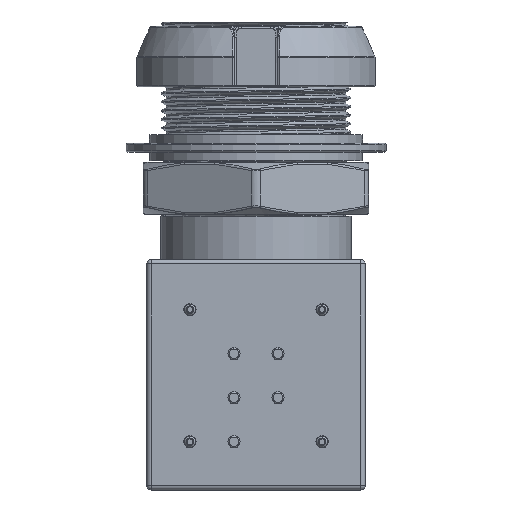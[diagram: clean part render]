
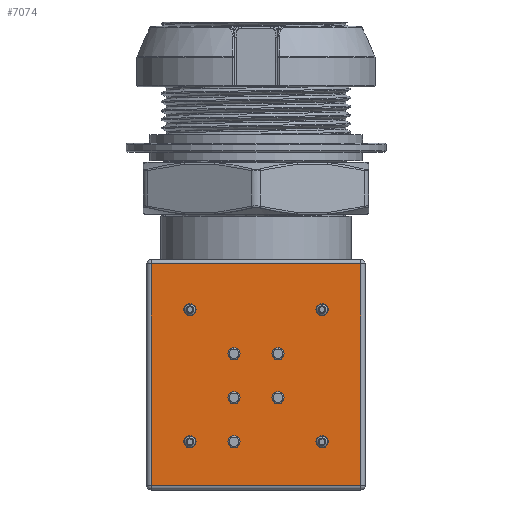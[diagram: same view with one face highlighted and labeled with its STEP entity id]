
A CAD part, front view. The second image highlights one B-rep face of the part: STEP entity #7074.
In plain terms, the highlighted planar face has unit normal (0, -1, 0).
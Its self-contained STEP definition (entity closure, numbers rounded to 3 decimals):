
#323=FACE_BOUND('',#1092,.T.);
#324=FACE_BOUND('',#1093,.T.);
#325=FACE_BOUND('',#1094,.T.);
#326=FACE_BOUND('',#1095,.T.);
#327=FACE_BOUND('',#1096,.T.);
#328=FACE_BOUND('',#1097,.T.);
#329=FACE_BOUND('',#1098,.T.);
#330=FACE_BOUND('',#1099,.T.);
#331=FACE_BOUND('',#1100,.T.);
#361=PLANE('',#7768);
#604=FACE_OUTER_BOUND('',#1091,.T.);
#1091=EDGE_LOOP('',(#5159,#5160,#5161,#5162));
#1092=EDGE_LOOP('',(#5163));
#1093=EDGE_LOOP('',(#5164));
#1094=EDGE_LOOP('',(#5165));
#1095=EDGE_LOOP('',(#5166));
#1096=EDGE_LOOP('',(#5167));
#1097=EDGE_LOOP('',(#5168));
#1098=EDGE_LOOP('',(#5169));
#1099=EDGE_LOOP('',(#5170));
#1100=EDGE_LOOP('',(#5171));
#1512=CIRCLE('',#7613,0.35);
#1517=CIRCLE('',#7621,0.35);
#1525=CIRCLE('',#7633,0.35);
#1533=CIRCLE('',#7644,0.35);
#1541=CIRCLE('',#7655,0.35);
#1552=CIRCLE('',#7671,0.35);
#1560=CIRCLE('',#7686,0.35);
#1567=CIRCLE('',#7697,0.35);
#1572=CIRCLE('',#7705,0.35);
#2388=LINE('',#13734,#2630);
#2391=LINE('',#13745,#2633);
#2394=LINE('',#13750,#2636);
#2400=LINE('',#13762,#2642);
#2630=VECTOR('',#8971,10.);
#2633=VECTOR('',#8984,10.);
#2636=VECTOR('',#8991,10.);
#2642=VECTOR('',#9009,10.);
#2942=VERTEX_POINT('',#13511);
#2946=VERTEX_POINT('',#13524);
#2953=VERTEX_POINT('',#13545);
#2960=VERTEX_POINT('',#13565);
#2967=VERTEX_POINT('',#13585);
#2976=VERTEX_POINT('',#13612);
#2981=VERTEX_POINT('',#13633);
#2986=VERTEX_POINT('',#13650);
#2990=VERTEX_POINT('',#13663);
#3008=VERTEX_POINT('',#13706);
#3010=VERTEX_POINT('',#13711);
#3017=VERTEX_POINT('',#13730);
#3018=VERTEX_POINT('',#13737);
#3677=EDGE_CURVE('',#2942,#2942,#1512,.T.);
#3683=EDGE_CURVE('',#2946,#2946,#1517,.T.);
#3693=EDGE_CURVE('',#2953,#2953,#1525,.T.);
#3703=EDGE_CURVE('',#2960,#2960,#1533,.T.);
#3713=EDGE_CURVE('',#2967,#2967,#1541,.T.);
#3726=EDGE_CURVE('',#2976,#2976,#1552,.T.);
#3735=EDGE_CURVE('',#2981,#2981,#1560,.T.);
#3743=EDGE_CURVE('',#2986,#2986,#1567,.T.);
#3749=EDGE_CURVE('',#2990,#2990,#1572,.T.);
#3779=EDGE_CURVE('',#3008,#3017,#2388,.T.);
#3785=EDGE_CURVE('',#3018,#3010,#2391,.T.);
#3788=EDGE_CURVE('',#3017,#3018,#2394,.T.);
#3796=EDGE_CURVE('',#3010,#3008,#2400,.T.);
#5159=ORIENTED_EDGE('',*,*,#3785,.F.);
#5160=ORIENTED_EDGE('',*,*,#3788,.F.);
#5161=ORIENTED_EDGE('',*,*,#3779,.F.);
#5162=ORIENTED_EDGE('',*,*,#3796,.F.);
#5163=ORIENTED_EDGE('',*,*,#3749,.T.);
#5164=ORIENTED_EDGE('',*,*,#3677,.T.);
#5165=ORIENTED_EDGE('',*,*,#3703,.T.);
#5166=ORIENTED_EDGE('',*,*,#3743,.T.);
#5167=ORIENTED_EDGE('',*,*,#3683,.T.);
#5168=ORIENTED_EDGE('',*,*,#3693,.T.);
#5169=ORIENTED_EDGE('',*,*,#3713,.T.);
#5170=ORIENTED_EDGE('',*,*,#3735,.T.);
#5171=ORIENTED_EDGE('',*,*,#3726,.T.);
#7074=ADVANCED_FACE('',(#604,#323,#324,#325,#326,#327,#328,#329,#330,#331),
#361,.T.);
#7613=AXIS2_PLACEMENT_3D('',#13513,#8693,#8694);
#7621=AXIS2_PLACEMENT_3D('',#13526,#8710,#8711);
#7633=AXIS2_PLACEMENT_3D('',#13547,#8736,#8737);
#7644=AXIS2_PLACEMENT_3D('',#13567,#8760,#8761);
#7655=AXIS2_PLACEMENT_3D('',#13587,#8784,#8785);
#7671=AXIS2_PLACEMENT_3D('',#13614,#8818,#8819);
#7686=AXIS2_PLACEMENT_3D('',#13635,#8849,#8850);
#7697=AXIS2_PLACEMENT_3D('',#13652,#8872,#8873);
#7705=AXIS2_PLACEMENT_3D('',#13665,#8889,#8890);
#7768=AXIS2_PLACEMENT_3D('',#13809,#9041,#9042);
#8693=DIRECTION('center_axis',(0.,1.,0.));
#8694=DIRECTION('ref_axis',(1.,0.,0.));
#8710=DIRECTION('center_axis',(0.,1.,0.));
#8711=DIRECTION('ref_axis',(1.,0.,0.));
#8736=DIRECTION('center_axis',(0.,1.,0.));
#8737=DIRECTION('ref_axis',(1.,0.,0.));
#8760=DIRECTION('center_axis',(0.,1.,0.));
#8761=DIRECTION('ref_axis',(1.,0.,0.));
#8784=DIRECTION('center_axis',(0.,1.,0.));
#8785=DIRECTION('ref_axis',(1.,0.,0.));
#8818=DIRECTION('center_axis',(0.,1.,0.));
#8819=DIRECTION('ref_axis',(1.,0.,0.));
#8849=DIRECTION('center_axis',(0.,1.,0.));
#8850=DIRECTION('ref_axis',(1.,0.,0.));
#8872=DIRECTION('center_axis',(0.,1.,0.));
#8873=DIRECTION('ref_axis',(1.,0.,0.));
#8889=DIRECTION('center_axis',(0.,1.,0.));
#8890=DIRECTION('ref_axis',(1.,0.,0.));
#8971=DIRECTION('',(0.,0.,1.));
#8984=DIRECTION('',(0.,0.,-1.));
#8991=DIRECTION('',(1.,0.,0.));
#9009=DIRECTION('',(-1.,0.,0.));
#9041=DIRECTION('center_axis',(0.,-1.,0.));
#9042=DIRECTION('ref_axis',(-1.,0.,0.));
#13511=CARTESIAN_POINT('',(-1.62,0.,-20.68));
#13513=CARTESIAN_POINT('Origin',(-1.27,0.,-20.68));
#13524=CARTESIAN_POINT('',(0.92,0.,-20.68));
#13526=CARTESIAN_POINT('Origin',(1.27,0.,-20.68));
#13545=CARTESIAN_POINT('',(3.46,0.,-23.22));
#13547=CARTESIAN_POINT('Origin',(3.81,0.,-23.22));
#13565=CARTESIAN_POINT('',(3.46,0.,-15.6));
#13567=CARTESIAN_POINT('Origin',(3.81,0.,-15.6));
#13585=CARTESIAN_POINT('',(-4.16,0.,-15.6));
#13587=CARTESIAN_POINT('Origin',(-3.81,0.,-15.6));
#13612=CARTESIAN_POINT('',(-1.62,0.,-23.22));
#13614=CARTESIAN_POINT('Origin',(-1.27,0.,-23.22));
#13633=CARTESIAN_POINT('',(-4.16,0.,-23.22));
#13635=CARTESIAN_POINT('Origin',(-3.81,0.,-23.22));
#13650=CARTESIAN_POINT('',(0.92,0.,-18.14));
#13652=CARTESIAN_POINT('Origin',(1.27,0.,-18.14));
#13663=CARTESIAN_POINT('',(-1.62,0.,-18.14));
#13665=CARTESIAN_POINT('Origin',(-1.27,0.,-18.14));
#13706=CARTESIAN_POINT('',(-6.05,0.,-25.75));
#13711=CARTESIAN_POINT('',(6.05,0.,-25.75));
#13730=CARTESIAN_POINT('',(-6.05,0.,-12.95));
#13734=CARTESIAN_POINT('',(-6.05,0.,0.));
#13737=CARTESIAN_POINT('',(6.05,0.,-12.95));
#13745=CARTESIAN_POINT('',(6.05,0.,0.));
#13750=CARTESIAN_POINT('',(3.15,0.,-12.95));
#13762=CARTESIAN_POINT('',(3.15,0.,-25.75));
#13809=CARTESIAN_POINT('Origin',(6.3,0.,0.));
